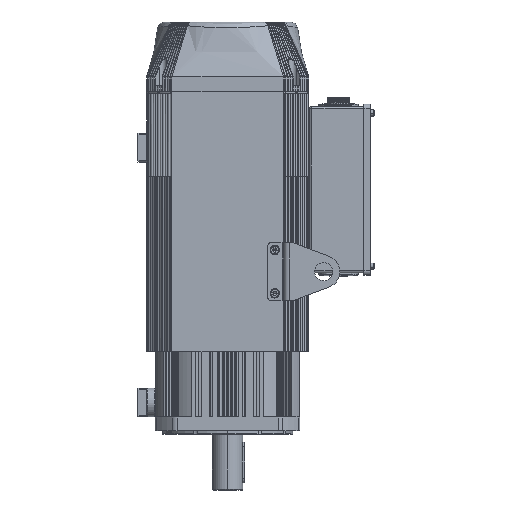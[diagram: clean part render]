
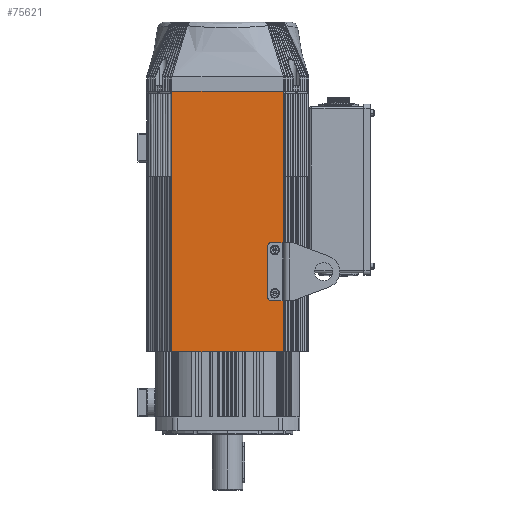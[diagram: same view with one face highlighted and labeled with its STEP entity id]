
A CAD part, left-side view. The second image highlights one B-rep face of the part: STEP entity #75621.
In plain terms, the highlighted planar face has unit normal (-1, 0, 0).
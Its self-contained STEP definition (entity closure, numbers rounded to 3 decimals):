
#3448 = EDGE_CURVE ( 'NONE', #13291, #33192, #41604, .T. ) ;
#3835 = ORIENTED_EDGE ( 'NONE', *, *, #36665, .F. ) ;
#5243 = DIRECTION ( 'NONE',  ( -1., 0., 0. ) ) ;
#10107 = CARTESIAN_POINT ( 'NONE',  ( -112., -77.149, 136.4 ) ) ;
#11795 = ORIENTED_EDGE ( 'NONE', *, *, #3448, .F. ) ;
#12469 = CARTESIAN_POINT ( 'NONE',  ( -112., -75.25, -153. ) ) ;
#13291 = VERTEX_POINT ( 'NONE', #16163 ) ;
#16163 = CARTESIAN_POINT ( 'NONE',  ( -112., -75.25, -73. ) ) ;
#16277 = AXIS2_PLACEMENT_3D ( 'NONE', #92526, #5243, #117991 ) ;
#16400 = CARTESIAN_POINT ( 'NONE',  ( -112., 77.149, -224. ) ) ;
#17485 = AXIS2_PLACEMENT_3D ( 'NONE', #93558, #95199, #142909 ) ;
#17486 = VERTEX_POINT ( 'NONE', #138508 ) ;
#18071 = VERTEX_POINT ( 'NONE', #12469 ) ;
#18838 = ORIENTED_EDGE ( 'NONE', *, *, #29521, .F. ) ;
#19576 = DIRECTION ( 'NONE',  ( 0., -1., 0. ) ) ;
#21679 = DIRECTION ( 'NONE',  ( 0., 0., 1. ) ) ;
#25523 = EDGE_LOOP ( 'NONE', ( #52792, #3835, #72251, #73749, #110019, #11795 ) ) ;
#26901 = LINE ( 'NONE', #41655, #117881 ) ;
#28190 = EDGE_CURVE ( 'NONE', #33192, #31856, #37347, .T. ) ;
#29521 = EDGE_CURVE ( 'NONE', #17486, #110110, #121894, .T. ) ;
#30581 = CARTESIAN_POINT ( 'NONE',  ( -112., -69.2, -224. ) ) ;
#31856 = VERTEX_POINT ( 'NONE', #97465 ) ;
#32467 = CARTESIAN_POINT ( 'NONE',  ( -112., -75.25, -148. ) ) ;
#32608 = FACE_OUTER_BOUND ( 'NONE', #125122, .T. ) ;
#32982 = DIRECTION ( 'NONE',  ( 0., 0., -1. ) ) ;
#33192 = VERTEX_POINT ( 'NONE', #80962 ) ;
#36665 = EDGE_CURVE ( 'NONE', #85719, #18071, #133904, .T. ) ;
#37347 = CIRCLE ( 'NONE', #16277, 5. ) ;
#41482 = EDGE_CURVE ( 'NONE', #110110, #54895, #139428, .T. ) ;
#41604 = LINE ( 'NONE', #129636, #144725 ) ;
#41655 = CARTESIAN_POINT ( 'NONE',  ( -112., -77.149, 136.4 ) ) ;
#43352 = FACE_BOUND ( 'NONE', #25523, .T. ) ;
#44847 = ORIENTED_EDGE ( 'NONE', *, *, #99495, .T. ) ;
#46874 = CARTESIAN_POINT ( 'NONE',  ( -112., -77.149, -318. ) ) ;
#48365 = CARTESIAN_POINT ( 'NONE',  ( -112., 77.149, 136.4 ) ) ;
#48447 = VECTOR ( 'NONE', #32982, 1000. ) ;
#52792 = ORIENTED_EDGE ( 'NONE', *, *, #95282, .T. ) ;
#52979 = EDGE_CURVE ( 'NONE', #31856, #106136, #117782, .T. ) ;
#54895 = VERTEX_POINT ( 'NONE', #48365 ) ;
#57199 = VECTOR ( 'NONE', #59381, 1000. ) ;
#58271 = CARTESIAN_POINT ( 'NONE',  ( -112., -60.25, -153. ) ) ;
#59381 = DIRECTION ( 'NONE',  ( 0., 1., 0. ) ) ;
#67119 = LINE ( 'NONE', #32467, #127504 ) ;
#70086 = VERTEX_POINT ( 'NONE', #10107 ) ;
#72251 = ORIENTED_EDGE ( 'NONE', *, *, #122845, .F. ) ;
#73749 = ORIENTED_EDGE ( 'NONE', *, *, #52979, .F. ) ;
#75311 = ORIENTED_EDGE ( 'NONE', *, *, #41482, .F. ) ;
#75621 = ADVANCED_FACE ( 'NONE', ( #43352, #32608 ), #82042, .F. ) ;
#76945 = CARTESIAN_POINT ( 'NONE',  ( -112., 77.149, -318. ) ) ;
#80647 = EDGE_CURVE ( 'NONE', #70086, #54895, #26901, .T. ) ;
#80962 = CARTESIAN_POINT ( 'NONE',  ( -112., -60.25, -73. ) ) ;
#82042 = PLANE ( 'NONE',  #17485 ) ;
#82657 = VECTOR ( 'NONE', #21679, 1000. ) ;
#85597 = CARTESIAN_POINT ( 'NONE',  ( -112., -55.25, -148. ) ) ;
#85719 = VERTEX_POINT ( 'NONE', #118931 ) ;
#86135 = ORIENTED_EDGE ( 'NONE', *, *, #80647, .T. ) ;
#86296 = CARTESIAN_POINT ( 'NONE',  ( -112., -60.25, -148. ) ) ;
#87208 = DIRECTION ( 'NONE',  ( 0., 0., 1. ) ) ;
#89765 = VECTOR ( 'NONE', #19576, 1000. ) ;
#92526 = CARTESIAN_POINT ( 'NONE',  ( -112., -60.25, -78. ) ) ;
#93558 = CARTESIAN_POINT ( 'NONE',  ( -112., 77.149, -318. ) ) ;
#94034 = CIRCLE ( 'NONE', #104467, 5. ) ;
#95199 = DIRECTION ( 'NONE',  ( 1., 0., 0. ) ) ;
#95282 = EDGE_CURVE ( 'NONE', #13291, #18071, #67119, .T. ) ;
#97465 = CARTESIAN_POINT ( 'NONE',  ( -112., -55.25, -78. ) ) ;
#99495 = EDGE_CURVE ( 'NONE', #17486, #70086, #160424, .T. ) ;
#101740 = DIRECTION ( 'NONE',  ( 0., 1., 0. ) ) ;
#104467 = AXIS2_PLACEMENT_3D ( 'NONE', #86296, #138847, #148005 ) ;
#106136 = VERTEX_POINT ( 'NONE', #85597 ) ;
#106768 = VECTOR ( 'NONE', #87208, 1000. ) ;
#110019 = ORIENTED_EDGE ( 'NONE', *, *, #28190, .F. ) ;
#110110 = VERTEX_POINT ( 'NONE', #16400 ) ;
#117782 = LINE ( 'NONE', #145706, #48447 ) ;
#117881 = VECTOR ( 'NONE', #127261, 1000. ) ;
#117991 = DIRECTION ( 'NONE',  ( 0., 0., -1. ) ) ;
#118931 = CARTESIAN_POINT ( 'NONE',  ( -112., -60.25, -153. ) ) ;
#121894 = LINE ( 'NONE', #30581, #57199 ) ;
#122845 = EDGE_CURVE ( 'NONE', #106136, #85719, #94034, .T. ) ;
#125122 = EDGE_LOOP ( 'NONE', ( #44847, #86135, #75311, #18838 ) ) ;
#127261 = DIRECTION ( 'NONE',  ( 0., 1., 0. ) ) ;
#127504 = VECTOR ( 'NONE', #128790, 1000. ) ;
#128790 = DIRECTION ( 'NONE',  ( 0., 0., -1. ) ) ;
#129636 = CARTESIAN_POINT ( 'NONE',  ( -112., -74.516, -73. ) ) ;
#133904 = LINE ( 'NONE', #58271, #89765 ) ;
#138508 = CARTESIAN_POINT ( 'NONE',  ( -112., -77.149, -224. ) ) ;
#138847 = DIRECTION ( 'NONE',  ( -1., 0., 0. ) ) ;
#139428 = LINE ( 'NONE', #76945, #82657 ) ;
#142909 = DIRECTION ( 'NONE',  ( 0., 0., 1. ) ) ;
#144725 = VECTOR ( 'NONE', #101740, 1000. ) ;
#145706 = CARTESIAN_POINT ( 'NONE',  ( -112., -55.25, -78. ) ) ;
#148005 = DIRECTION ( 'NONE',  ( 0., 0., -1. ) ) ;
#160424 = LINE ( 'NONE', #46874, #106768 ) ;
